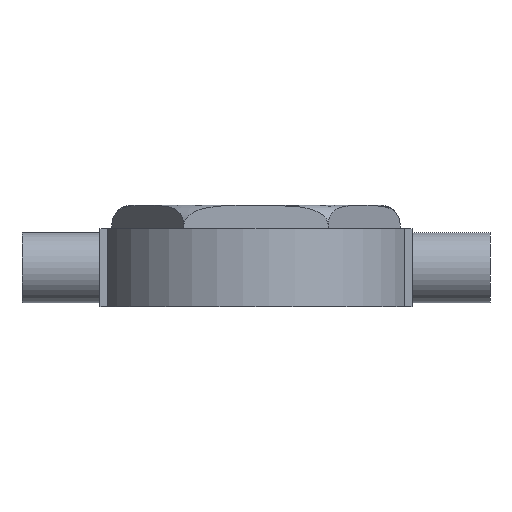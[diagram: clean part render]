
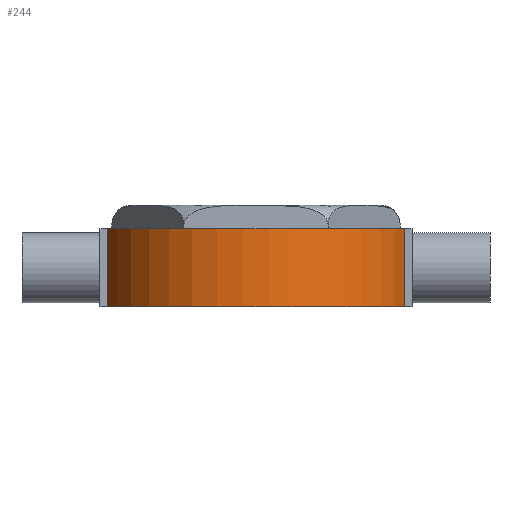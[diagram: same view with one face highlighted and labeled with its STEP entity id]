
A CAD part, front view. The second image highlights one B-rep face of the part: STEP entity #244.
In plain terms, the highlighted cylindrical face has radius 20 mm (diameter 40 mm), a partial arc.
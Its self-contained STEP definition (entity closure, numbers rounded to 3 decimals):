
#1 = VERTEX_POINT ( 'NONE', #550 ) ;
#3 = ORIENTED_EDGE ( 'NONE', *, *, #165, .T. ) ;
#5 = VERTEX_POINT ( 'NONE', #370 ) ;
#8 = EDGE_CURVE ( 'NONE', #35, #1, #543, .T. ) ;
#13 = EDGE_CURVE ( 'NONE', #35, #14, #527, .T. ) ;
#14 = VERTEX_POINT ( 'NONE', #523 ) ;
#35 = VERTEX_POINT ( 'NONE', #449 ) ;
#163 = ORIENTED_EDGE ( 'NONE', *, *, #8, .T. ) ;
#165 = EDGE_CURVE ( 'NONE', #1, #5, #798, .T. ) ;
#166 = ORIENTED_EDGE ( 'NONE', *, *, #229, .T. ) ;
#167 = ORIENTED_EDGE ( 'NONE', *, *, #13, .F. ) ;
#224 = EDGE_LOOP ( 'NONE', ( #167, #163, #3, #166 ) ) ;
#229 = EDGE_CURVE ( 'NONE', #5, #14, #999, .T. ) ;
#244 = ADVANCED_FACE ( 'NONE', ( #785 ), #781, .T. ) ;
#370 = CARTESIAN_POINT ( 'NONE',  ( 19.079, -6., -5. ) ) ;
#449 = CARTESIAN_POINT ( 'NONE',  ( -19.079, -6., 5. ) ) ;
#523 = CARTESIAN_POINT ( 'NONE',  ( 19.079, -6., 5. ) ) ;
#524 = DIRECTION ( 'NONE',  ( 1., 0., 0. ) ) ;
#525 = DIRECTION ( 'NONE',  ( 0., 0., 1. ) ) ;
#526 = AXIS2_PLACEMENT_3D ( 'NONE', #538, #525, #524 ) ;
#527 = CIRCLE ( 'NONE', #526, 20. ) ;
#538 = CARTESIAN_POINT ( 'NONE',  ( 0., 0., 5. ) ) ;
#540 = DIRECTION ( 'NONE',  ( 0., 0., -1. ) ) ;
#541 = VECTOR ( 'NONE', #540, 1000. ) ;
#542 = CARTESIAN_POINT ( 'NONE',  ( -19.079, -6., 5. ) ) ;
#543 = LINE ( 'NONE', #542, #541 ) ;
#550 = CARTESIAN_POINT ( 'NONE',  ( -19.079, -6., -5. ) ) ;
#781 = CYLINDRICAL_SURFACE ( 'NONE', #784, 20. ) ;
#783 = CARTESIAN_POINT ( 'NONE',  ( 0., 0., 5. ) ) ;
#784 = AXIS2_PLACEMENT_3D ( 'NONE', #783, #944, #943 ) ;
#785 = FACE_OUTER_BOUND ( 'NONE', #224, .T. ) ;
#795 = DIRECTION ( 'NONE',  ( 1., 0., 0. ) ) ;
#796 = DIRECTION ( 'NONE',  ( 0., 0., 1. ) ) ;
#797 = AXIS2_PLACEMENT_3D ( 'NONE', #874, #796, #795 ) ;
#798 = CIRCLE ( 'NONE', #797, 20. ) ;
#874 = CARTESIAN_POINT ( 'NONE',  ( 0., 0., -5. ) ) ;
#943 = DIRECTION ( 'NONE',  ( -1., 0., 0. ) ) ;
#944 = DIRECTION ( 'NONE',  ( 0., 0., -1. ) ) ;
#996 = DIRECTION ( 'NONE',  ( 0., 0., 1. ) ) ;
#997 = VECTOR ( 'NONE', #996, 1000. ) ;
#998 = CARTESIAN_POINT ( 'NONE',  ( 19.079, -6., 5. ) ) ;
#999 = LINE ( 'NONE', #998, #997 ) ;
